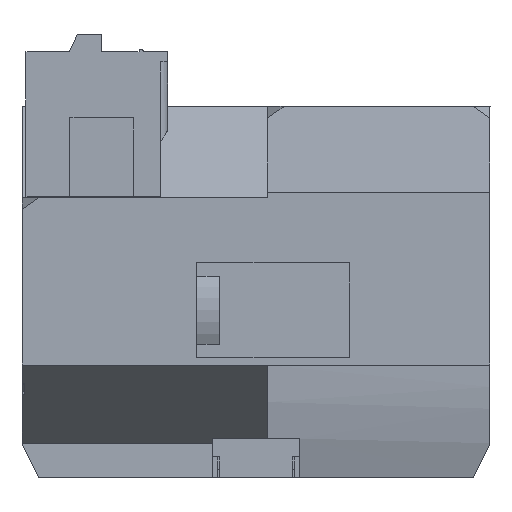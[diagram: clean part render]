
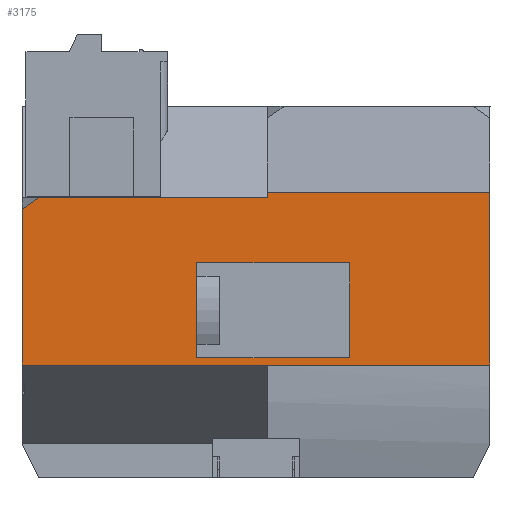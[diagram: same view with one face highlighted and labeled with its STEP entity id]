
A CAD part, front view. The second image highlights one B-rep face of the part: STEP entity #3175.
In plain terms, the highlighted planar face has unit normal (0, 1, 0).
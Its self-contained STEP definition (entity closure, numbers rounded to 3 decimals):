
#3064=AXIS2_PLACEMENT_3D('Plane Axis2P3D',#3061,#3062,#3063) ;
#3061=CARTESIAN_POINT('Axis2P3D Location',(-20.5,-52.8,6.45)) ;
#3067=CARTESIAN_POINT('Control Point',(1.,-52.8,21.1)) ;
#3068=CARTESIAN_POINT('Control Point',(1.,-52.8,21.6)) ;
#3069=CARTESIAN_POINT('Vertex',(1.,-52.8,21.1)) ;
#3071=CARTESIAN_POINT('Vertex',(1.,-52.8,21.6)) ;
#3075=CARTESIAN_POINT('Control Point',(1.,-52.8,21.6)) ;
#3076=CARTESIAN_POINT('Control Point',(20.5,-52.8,21.6)) ;
#3077=CARTESIAN_POINT('Vertex',(20.5,-52.8,21.6)) ;
#3081=CARTESIAN_POINT('Control Point',(20.5,-52.8,21.6)) ;
#3082=CARTESIAN_POINT('Control Point',(20.5,-52.8,6.45)) ;
#3083=CARTESIAN_POINT('Vertex',(20.5,-52.8,6.45)) ;
#3087=CARTESIAN_POINT('Control Point',(20.5,-52.8,6.45)) ;
#3088=CARTESIAN_POINT('Control Point',(-20.5,-52.8,6.45)) ;
#3089=CARTESIAN_POINT('Vertex',(-20.5,-52.8,6.45)) ;
#3093=CARTESIAN_POINT('Control Point',(-20.5,-52.8,6.45)) ;
#3094=CARTESIAN_POINT('Control Point',(-20.5,-52.8,20.1)) ;
#3095=CARTESIAN_POINT('Vertex',(-20.5,-52.8,20.1)) ;
#3099=CARTESIAN_POINT('Control Point',(-20.5,-52.8,20.1)) ;
#3100=CARTESIAN_POINT('Control Point',(-19.03,-52.8,21.1)) ;
#3101=CARTESIAN_POINT('Vertex',(-19.03,-52.8,21.1)) ;
#3105=CARTESIAN_POINT('Control Point',(-19.03,-52.8,21.1)) ;
#3106=CARTESIAN_POINT('Control Point',(1.,-52.8,21.1)) ;
#3118=CARTESIAN_POINT('Control Point',(8.2,-52.8,7.1)) ;
#3119=CARTESIAN_POINT('Control Point',(8.2,-52.8,15.4)) ;
#3120=CARTESIAN_POINT('Vertex',(8.2,-52.8,7.1)) ;
#3122=CARTESIAN_POINT('Vertex',(8.2,-52.8,15.4)) ;
#3126=CARTESIAN_POINT('Control Point',(8.2,-52.8,15.4)) ;
#3127=CARTESIAN_POINT('Control Point',(-5.2,-52.8,15.4)) ;
#3128=CARTESIAN_POINT('Vertex',(-5.2,-52.8,15.4)) ;
#3132=CARTESIAN_POINT('Control Point',(-5.2,-52.8,15.4)) ;
#3133=CARTESIAN_POINT('Control Point',(-5.2,-52.8,14.916)) ;
#3134=CARTESIAN_POINT('Vertex',(-5.2,-52.8,14.916)) ;
#3138=CARTESIAN_POINT('Control Point',(-5.2,-52.8,14.916)) ;
#3139=CARTESIAN_POINT('Control Point',(-4.2,-52.8,14.916)) ;
#3140=CARTESIAN_POINT('Vertex',(-4.2,-52.8,14.916)) ;
#3144=CARTESIAN_POINT('Control Point',(-4.2,-52.8,14.916)) ;
#3145=CARTESIAN_POINT('Control Point',(-4.2,-52.8,7.584)) ;
#3146=CARTESIAN_POINT('Vertex',(-4.2,-52.8,7.584)) ;
#3150=CARTESIAN_POINT('Control Point',(-4.2,-52.8,7.584)) ;
#3151=CARTESIAN_POINT('Control Point',(-5.2,-52.8,7.584)) ;
#3152=CARTESIAN_POINT('Vertex',(-5.2,-52.8,7.584)) ;
#3156=CARTESIAN_POINT('Control Point',(-5.2,-52.8,7.584)) ;
#3157=CARTESIAN_POINT('Control Point',(-5.2,-52.8,7.1)) ;
#3158=CARTESIAN_POINT('Vertex',(-5.2,-52.8,7.1)) ;
#3162=CARTESIAN_POINT('Control Point',(-5.2,-52.8,7.1)) ;
#3163=CARTESIAN_POINT('Control Point',(8.2,-52.8,7.1)) ;
#3062=DIRECTION('Axis2P3D Direction',(0.,1.,0.)) ;
#3063=DIRECTION('Axis2P3D XDirection',(0.,0.,1.)) ;
#3109=ORIENTED_EDGE('',*,*,#3073,.T.) ;
#3110=ORIENTED_EDGE('',*,*,#3079,.T.) ;
#3111=ORIENTED_EDGE('',*,*,#3085,.T.) ;
#3112=ORIENTED_EDGE('',*,*,#3091,.T.) ;
#3113=ORIENTED_EDGE('',*,*,#3097,.T.) ;
#3114=ORIENTED_EDGE('',*,*,#3103,.T.) ;
#3115=ORIENTED_EDGE('',*,*,#3107,.T.) ;
#3166=ORIENTED_EDGE('',*,*,#3124,.T.) ;
#3167=ORIENTED_EDGE('',*,*,#3130,.T.) ;
#3168=ORIENTED_EDGE('',*,*,#3136,.T.) ;
#3169=ORIENTED_EDGE('',*,*,#3142,.T.) ;
#3170=ORIENTED_EDGE('',*,*,#3148,.T.) ;
#3171=ORIENTED_EDGE('',*,*,#3154,.T.) ;
#3172=ORIENTED_EDGE('',*,*,#3160,.T.) ;
#3173=ORIENTED_EDGE('',*,*,#3164,.T.) ;
#3174=FACE_BOUND('',#3165,.T.) ;
#3175=ADVANCED_FACE('\X2\FF7BFF70FF8CFF6AFF7D\X0\.41',(#3116,#3174),#3065,.T.) ;
#3066=B_SPLINE_CURVE_WITH_KNOTS('',1,(#3067,#3068),.UNSPECIFIED.,.F.,.U.,(2,2),(0.,0.5),.UNSPECIFIED.) ;
#3074=B_SPLINE_CURVE_WITH_KNOTS('',1,(#3075,#3076),.UNSPECIFIED.,.F.,.U.,(2,2),(0.,19.5),.UNSPECIFIED.) ;
#3080=B_SPLINE_CURVE_WITH_KNOTS('',1,(#3081,#3082),.UNSPECIFIED.,.F.,.U.,(2,2),(0.,15.15),.UNSPECIFIED.) ;
#3086=B_SPLINE_CURVE_WITH_KNOTS('',1,(#3087,#3088),.UNSPECIFIED.,.F.,.U.,(2,2),(0.,41.),.UNSPECIFIED.) ;
#3092=B_SPLINE_CURVE_WITH_KNOTS('',1,(#3093,#3094),.UNSPECIFIED.,.F.,.U.,(2,2),(0.,13.65),.UNSPECIFIED.) ;
#3098=B_SPLINE_CURVE_WITH_KNOTS('',1,(#3099,#3100),.UNSPECIFIED.,.F.,.U.,(2,2),(0.,1.778),.UNSPECIFIED.) ;
#3104=B_SPLINE_CURVE_WITH_KNOTS('',1,(#3105,#3106),.UNSPECIFIED.,.F.,.U.,(2,2),(0.,20.03),.UNSPECIFIED.) ;
#3117=B_SPLINE_CURVE_WITH_KNOTS('',1,(#3118,#3119),.UNSPECIFIED.,.F.,.U.,(2,2),(0.,8.3),.UNSPECIFIED.) ;
#3125=B_SPLINE_CURVE_WITH_KNOTS('',1,(#3126,#3127),.UNSPECIFIED.,.F.,.U.,(2,2),(0.,13.4),.UNSPECIFIED.) ;
#3131=B_SPLINE_CURVE_WITH_KNOTS('',1,(#3132,#3133),.UNSPECIFIED.,.F.,.U.,(2,2),(0.,0.484),.UNSPECIFIED.) ;
#3137=B_SPLINE_CURVE_WITH_KNOTS('',1,(#3138,#3139),.UNSPECIFIED.,.F.,.U.,(2,2),(0.,1.),.UNSPECIFIED.) ;
#3143=B_SPLINE_CURVE_WITH_KNOTS('',1,(#3144,#3145),.UNSPECIFIED.,.F.,.U.,(2,2),(0.,7.332),.UNSPECIFIED.) ;
#3149=B_SPLINE_CURVE_WITH_KNOTS('',1,(#3150,#3151),.UNSPECIFIED.,.F.,.U.,(2,2),(0.,1.),.UNSPECIFIED.) ;
#3155=B_SPLINE_CURVE_WITH_KNOTS('',1,(#3156,#3157),.UNSPECIFIED.,.F.,.U.,(2,2),(0.,0.484),.UNSPECIFIED.) ;
#3161=B_SPLINE_CURVE_WITH_KNOTS('',1,(#3162,#3163),.UNSPECIFIED.,.F.,.U.,(2,2),(0.,13.4),.UNSPECIFIED.) ;
#3073=EDGE_CURVE('',#3070,#3072,#3066,.T.) ;
#3079=EDGE_CURVE('',#3072,#3078,#3074,.T.) ;
#3085=EDGE_CURVE('',#3078,#3084,#3080,.T.) ;
#3091=EDGE_CURVE('',#3084,#3090,#3086,.T.) ;
#3097=EDGE_CURVE('',#3090,#3096,#3092,.T.) ;
#3103=EDGE_CURVE('',#3096,#3102,#3098,.T.) ;
#3107=EDGE_CURVE('',#3102,#3070,#3104,.T.) ;
#3124=EDGE_CURVE('',#3121,#3123,#3117,.T.) ;
#3130=EDGE_CURVE('',#3123,#3129,#3125,.T.) ;
#3136=EDGE_CURVE('',#3129,#3135,#3131,.T.) ;
#3142=EDGE_CURVE('',#3135,#3141,#3137,.T.) ;
#3148=EDGE_CURVE('',#3141,#3147,#3143,.T.) ;
#3154=EDGE_CURVE('',#3147,#3153,#3149,.T.) ;
#3160=EDGE_CURVE('',#3153,#3159,#3155,.T.) ;
#3164=EDGE_CURVE('',#3159,#3121,#3161,.T.) ;
#3108=EDGE_LOOP('',(#3109,#3110,#3111,#3112,#3113,#3114,#3115)) ;
#3165=EDGE_LOOP('',(#3166,#3167,#3168,#3169,#3170,#3171,#3172,#3173)) ;
#3116=FACE_OUTER_BOUND('',#3108,.T.) ;
#3065=PLANE('Plane',#3064) ;
#3070=VERTEX_POINT('',#3069) ;
#3072=VERTEX_POINT('',#3071) ;
#3078=VERTEX_POINT('',#3077) ;
#3084=VERTEX_POINT('',#3083) ;
#3090=VERTEX_POINT('',#3089) ;
#3096=VERTEX_POINT('',#3095) ;
#3102=VERTEX_POINT('',#3101) ;
#3121=VERTEX_POINT('',#3120) ;
#3123=VERTEX_POINT('',#3122) ;
#3129=VERTEX_POINT('',#3128) ;
#3135=VERTEX_POINT('',#3134) ;
#3141=VERTEX_POINT('',#3140) ;
#3147=VERTEX_POINT('',#3146) ;
#3153=VERTEX_POINT('',#3152) ;
#3159=VERTEX_POINT('',#3158) ;
